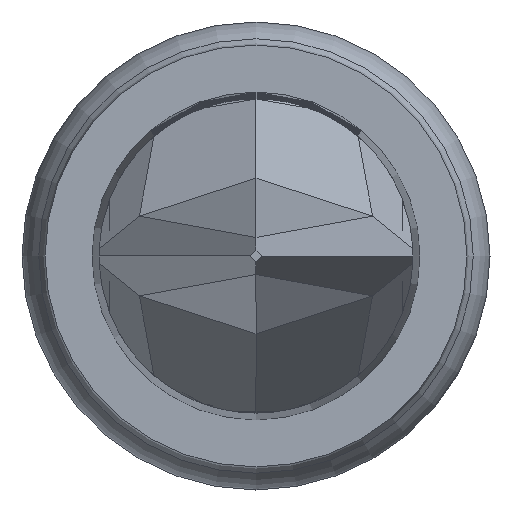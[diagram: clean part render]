
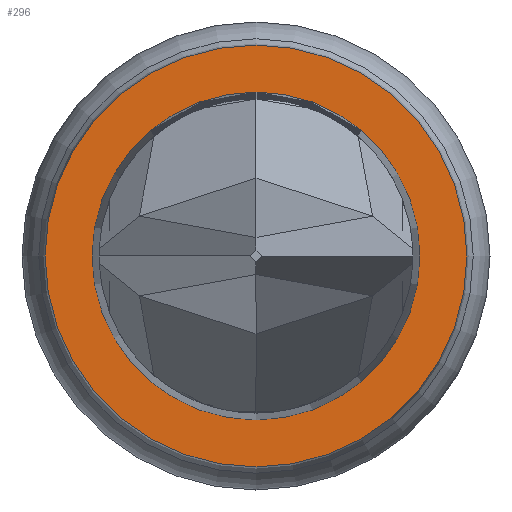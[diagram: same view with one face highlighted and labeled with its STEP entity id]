
A CAD part, left-side view. The second image highlights one B-rep face of the part: STEP entity #296.
In plain terms, the highlighted planar face has unit normal (-1, 0, 0).
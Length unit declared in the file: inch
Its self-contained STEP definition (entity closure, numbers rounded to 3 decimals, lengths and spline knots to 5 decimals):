
#45 = FACE_BOUND ( 'NONE', #227, .T. ) ;
#53 = PLANE ( 'NONE',  #346 ) ;
#88 = CARTESIAN_POINT ( 'NONE',  ( 0., 0., 0. ) ) ;
#121 = EDGE_CURVE ( 'NONE', #504, #504, #140, .T. ) ;
#140 = CIRCLE ( 'NONE', #332, 0.02425 ) ;
#227 = EDGE_LOOP ( 'NONE', ( #678 ) ) ;
#247 = EDGE_CURVE ( 'NONE', #661, #661, #319, .T. ) ;
#287 = CARTESIAN_POINT ( 'NONE',  ( 0., 0., 0. ) ) ;
#296 = ADVANCED_FACE ( 'NONE', ( #45, #780 ), #53, .T. ) ;
#303 = CARTESIAN_POINT ( 'NONE',  ( 0., 0., 0.01884 ) ) ;
#306 = EDGE_LOOP ( 'NONE', ( #601 ) ) ;
#319 = CIRCLE ( 'NONE', #333, 0.01884 ) ;
#328 = DIRECTION ( 'NONE',  ( 1., 0., 0. ) ) ;
#332 = AXIS2_PLACEMENT_3D ( 'NONE', #567, #702, #459 ) ;
#333 = AXIS2_PLACEMENT_3D ( 'NONE', #88, #328, #752 ) ;
#346 = AXIS2_PLACEMENT_3D ( 'NONE', #287, #358, #470 ) ;
#358 = DIRECTION ( 'NONE',  ( -1., 0., 0. ) ) ;
#459 = DIRECTION ( 'NONE',  ( 0., 0., -1. ) ) ;
#470 = DIRECTION ( 'NONE',  ( 0., 0., 1. ) ) ;
#504 = VERTEX_POINT ( 'NONE', #745 ) ;
#567 = CARTESIAN_POINT ( 'NONE',  ( 0., 0., 0. ) ) ;
#601 = ORIENTED_EDGE ( 'NONE', *, *, #121, .F. ) ;
#661 = VERTEX_POINT ( 'NONE', #303 ) ;
#678 = ORIENTED_EDGE ( 'NONE', *, *, #247, .T. ) ;
#702 = DIRECTION ( 'NONE',  ( 1., 0., 0. ) ) ;
#745 = CARTESIAN_POINT ( 'NONE',  ( 0., 0., -0.02425 ) ) ;
#752 = DIRECTION ( 'NONE',  ( 0., 0., 1. ) ) ;
#780 = FACE_OUTER_BOUND ( 'NONE', #306, .T. ) ;
